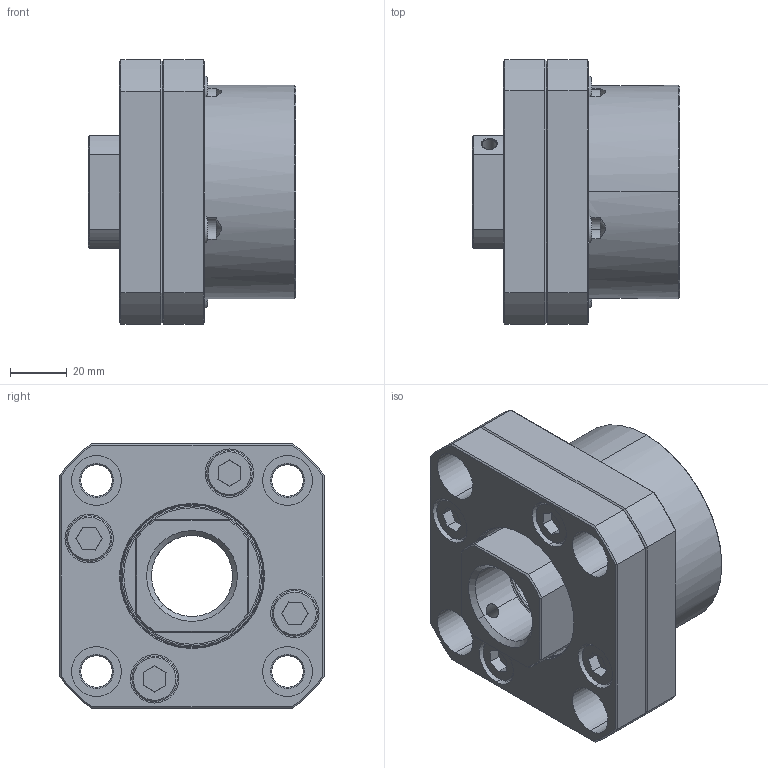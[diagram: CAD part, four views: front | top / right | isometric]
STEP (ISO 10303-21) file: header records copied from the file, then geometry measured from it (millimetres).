
FILE_DESCRIPTION (( 'STEP AP214' ), '1' );
FILE_NAME ('FKN30.step', '2020-09-08T14:37:17', ( '' ), ( '' ), 'SwSTEP 2.0', 'SolidWorks 2020', '' );
FILE_SCHEMA (( 'AUTOMOTIVE_DESIGN' ));
Length unit declared in the file: millimetre
Products named in the file (1): FKN30
Bounding box: 73 x 93 x 93 mm (x, y, z)
Volume: 286870.1 mm3; surface area: 116895.7 mm2
Topology: 29 solids, 29 shells, 483 faces, 1131 edges, 667 vertices
Faces by surface type: cylinder 139, bspline 124, plane 112, cone 108
Entity records: 23547 total; most frequent: CARTESIAN_POINT 7894, ORIENTED_EDGE 2150, DIRECTION 2006, EDGE_CURVE 1075, AXIS2_PLACEMENT_3D 823, VERTEX_POINT 667, EDGE_LOOP 558, UNCERTAINTY_MEASURE_WITH_UNIT 514
